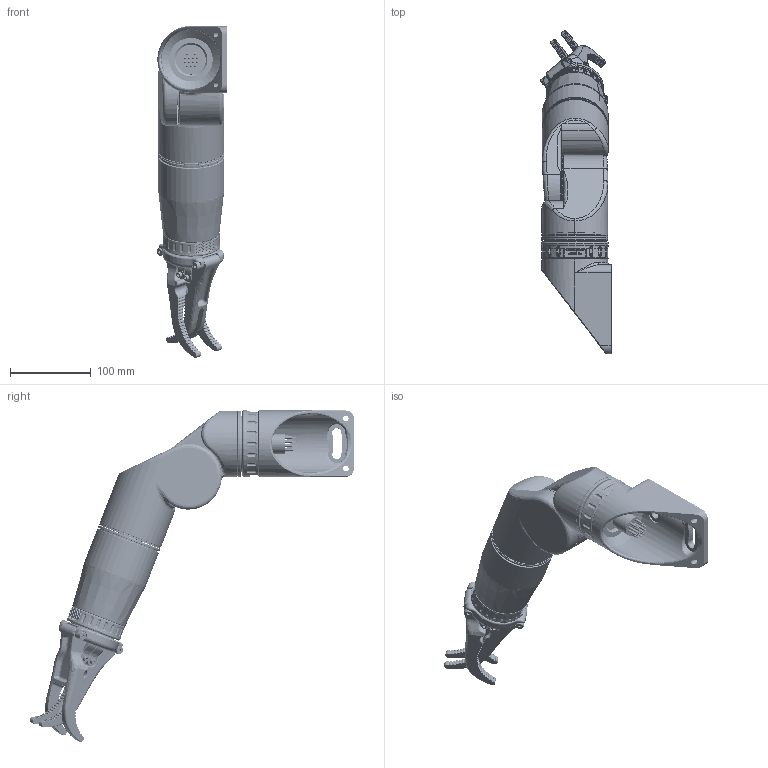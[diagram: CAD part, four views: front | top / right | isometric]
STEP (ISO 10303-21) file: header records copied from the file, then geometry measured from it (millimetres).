
FILE_DESCRIPTION (( 'STEP AP214' ), '1' );
FILE_NAME ('RB-3001-Def.STEP', '2021-03-11T22:27:01', ( '' ), ( '' ), 'SwSTEP 2.0', 'SolidWorks 2019', '' );
FILE_SCHEMA (( 'AUTOMOTIVE_DESIGN' ));
Length unit declared in the file: millimetre
Products named in the file (22): SHIM_ID10_OD12_W0_05; RS2-254; 90263A262_316 STAINLESS STEEL PRECISION SHOULDER SCREW_90263A262; RS2-214-def; BOLT-SH-M4LX_BOLT-SH-M4L10; RS2-301_Jaw Inside; RS2-300_Jaw Inside; RS2-258; RS2-259-def; RS2-286-def; XFM-0608-04; RS2-268-def; RB-1041; RS2-287; 93600A434_METRIC TYPE 316 STAINLESS STEEL DOWEL PIN_93600A434; RS2-256; dbh13m; RS2-257; RS2-221-def; RB-3001-Def; RS2-180-def; RS2-288
Assembly tree (55 placements, depth 3):
  RB-3001-Def
    RS2-214-def
    RS2-221-def  x2
    RS2-268-def
    RS2-259-def
    RS2-254
    RS2-180-def
    RB-1041
      RS2-256
      RS2-257
      XFM-0608-04  x20
      90263A262_316 STAINLESS STEEL PRECISION SHOULDER SCREW_90263A262  x2
      RS2-300_Jaw Inside
      RS2-301_Jaw Inside
      RS2-258  x4
      BOLT-SH-M4LX_BOLT-SH-M4L10  x8
      SHIM_ID10_OD12_W0_05  x4
      93600A434_METRIC TYPE 316 STAINLESS STEEL DOWEL PIN_93600A434
    RS2-286-def
    RS2-288
    RS2-287
    dbh13m
Bounding box: 87.2 x 400.7 x 410.58 mm (x, y, z)
Volume: 1979485.6 mm3; surface area: 354224 mm2
Topology: 54 solids, 54 shells, 6336 faces, 14498 edges, 8375 vertices
Faces by surface type: plane 2868, cylinder 1451, bspline 1090, cone 447, torus 338, sphere 142
Entity records: 212465 total; most frequent: CARTESIAN_POINT 96074, ORIENTED_EDGE 25256, DIRECTION 20257, EDGE_CURVE 12628, VERTEX_POINT 7268, AXIS2_PLACEMENT_3D 6983, LINE 6291, VECTOR 6291
